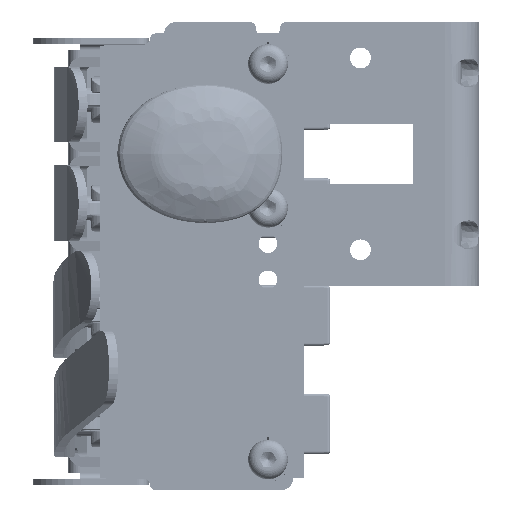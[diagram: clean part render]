
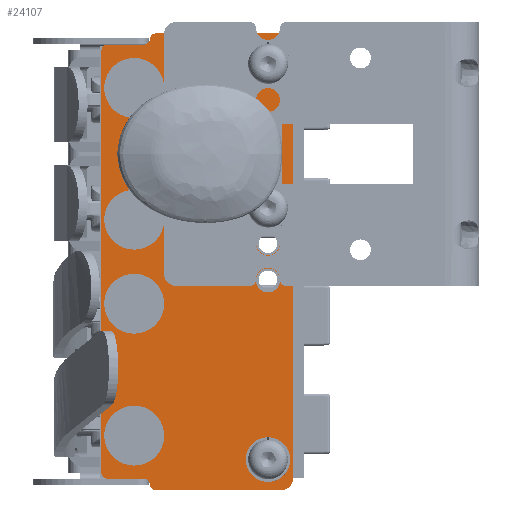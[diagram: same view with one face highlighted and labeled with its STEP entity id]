
A CAD part, left-side view. The second image highlights one B-rep face of the part: STEP entity #24107.
In plain terms, the highlighted planar face has unit normal (-1, 0, 0).
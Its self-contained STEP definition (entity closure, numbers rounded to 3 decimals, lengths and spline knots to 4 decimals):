
#777=FACE_BOUND('',#4814,.T.);
#778=FACE_BOUND('',#4815,.T.);
#779=FACE_BOUND('',#4816,.T.);
#780=FACE_BOUND('',#4817,.T.);
#781=FACE_BOUND('',#4818,.T.);
#782=FACE_BOUND('',#4819,.T.);
#783=FACE_BOUND('',#4820,.T.);
#784=FACE_BOUND('',#4821,.T.);
#1074=PLANE('',#26151);
#3374=FACE_OUTER_BOUND('',#4813,.T.);
#4813=EDGE_LOOP('',(#18902,#18903,#18904,#18905,#18906,#18907,#18908,#18909,
#18910,#18911,#18912,#18913,#18914,#18915));
#4814=EDGE_LOOP('',(#18916));
#4815=EDGE_LOOP('',(#18917));
#4816=EDGE_LOOP('',(#18918));
#4817=EDGE_LOOP('',(#18919));
#4818=EDGE_LOOP('',(#18920));
#4819=EDGE_LOOP('',(#18921));
#4820=EDGE_LOOP('',(#18922));
#4821=EDGE_LOOP('',(#18923));
#6219=LINE('',#59389,#7696);
#6220=LINE('',#59393,#7697);
#6221=LINE('',#59399,#7698);
#6222=LINE('',#59403,#7699);
#6223=LINE('',#59407,#7700);
#6224=LINE('',#59412,#7701);
#7696=VECTOR('',#29233,0.3937);
#7697=VECTOR('',#29236,0.3937);
#7698=VECTOR('',#29241,0.3937);
#7699=VECTOR('',#29244,0.3937);
#7700=VECTOR('',#29247,0.3937);
#7701=VECTOR('',#29252,0.3937);
#8925=CIRCLE('',#26150,0.125);
#8926=CIRCLE('',#26152,0.125);
#8927=CIRCLE('',#26153,0.0625);
#8928=CIRCLE('',#26154,0.0625);
#8929=CIRCLE('',#26155,0.0625);
#8930=CIRCLE('',#26156,0.0625);
#8931=CIRCLE('',#26157,0.0625);
#8932=CIRCLE('',#26158,0.0625);
#8933=CIRCLE('',#26159,0.125);
#8934=CIRCLE('',#26160,0.125);
#8935=CIRCLE('',#26161,0.125);
#8936=CIRCLE('',#26162,0.125);
#8937=CIRCLE('',#26163,0.3125);
#8938=CIRCLE('',#26164,0.3125);
#8939=CIRCLE('',#26165,0.3125);
#8940=CIRCLE('',#26166,0.3125);
#10781=VERTEX_POINT('',#59382);
#10782=VERTEX_POINT('',#59384);
#10783=VERTEX_POINT('',#59388);
#10784=VERTEX_POINT('',#59390);
#10785=VERTEX_POINT('',#59392);
#10786=VERTEX_POINT('',#59394);
#10787=VERTEX_POINT('',#59396);
#10788=VERTEX_POINT('',#59398);
#10789=VERTEX_POINT('',#59400);
#10790=VERTEX_POINT('',#59402);
#10791=VERTEX_POINT('',#59404);
#10792=VERTEX_POINT('',#59406);
#10793=VERTEX_POINT('',#59408);
#10794=VERTEX_POINT('',#59410);
#10795=VERTEX_POINT('',#59413);
#10796=VERTEX_POINT('',#59415);
#10797=VERTEX_POINT('',#59417);
#10798=VERTEX_POINT('',#59419);
#10799=VERTEX_POINT('',#59421);
#10800=VERTEX_POINT('',#59423);
#10801=VERTEX_POINT('',#59425);
#10802=VERTEX_POINT('',#59427);
#13692=EDGE_CURVE('',#10781,#10782,#8925,.T.);
#13694=EDGE_CURVE('',#10781,#10783,#6219,.T.);
#13695=EDGE_CURVE('',#10784,#10783,#8926,.T.);
#13696=EDGE_CURVE('',#10784,#10785,#6220,.T.);
#13697=EDGE_CURVE('',#10786,#10785,#8927,.T.);
#13698=EDGE_CURVE('',#10787,#10786,#8928,.T.);
#13699=EDGE_CURVE('',#10787,#10788,#6221,.T.);
#13700=EDGE_CURVE('',#10789,#10788,#8929,.T.);
#13701=EDGE_CURVE('',#10789,#10790,#6222,.T.);
#13702=EDGE_CURVE('',#10791,#10790,#8930,.T.);
#13703=EDGE_CURVE('',#10791,#10792,#6223,.T.);
#13704=EDGE_CURVE('',#10793,#10792,#8931,.T.);
#13705=EDGE_CURVE('',#10794,#10793,#8932,.T.);
#13706=EDGE_CURVE('',#10794,#10782,#6224,.T.);
#13707=EDGE_CURVE('',#10795,#10795,#8933,.T.);
#13708=EDGE_CURVE('',#10796,#10796,#8934,.T.);
#13709=EDGE_CURVE('',#10797,#10797,#8935,.T.);
#13710=EDGE_CURVE('',#10798,#10798,#8936,.T.);
#13711=EDGE_CURVE('',#10799,#10799,#8937,.T.);
#13712=EDGE_CURVE('',#10800,#10800,#8938,.T.);
#13713=EDGE_CURVE('',#10801,#10801,#8939,.T.);
#13714=EDGE_CURVE('',#10802,#10802,#8940,.T.);
#18902=ORIENTED_EDGE('',*,*,#13692,.F.);
#18903=ORIENTED_EDGE('',*,*,#13694,.T.);
#18904=ORIENTED_EDGE('',*,*,#13695,.F.);
#18905=ORIENTED_EDGE('',*,*,#13696,.T.);
#18906=ORIENTED_EDGE('',*,*,#13697,.F.);
#18907=ORIENTED_EDGE('',*,*,#13698,.F.);
#18908=ORIENTED_EDGE('',*,*,#13699,.T.);
#18909=ORIENTED_EDGE('',*,*,#13700,.F.);
#18910=ORIENTED_EDGE('',*,*,#13701,.T.);
#18911=ORIENTED_EDGE('',*,*,#13702,.F.);
#18912=ORIENTED_EDGE('',*,*,#13703,.T.);
#18913=ORIENTED_EDGE('',*,*,#13704,.F.);
#18914=ORIENTED_EDGE('',*,*,#13705,.F.);
#18915=ORIENTED_EDGE('',*,*,#13706,.T.);
#18916=ORIENTED_EDGE('',*,*,#13707,.T.);
#18917=ORIENTED_EDGE('',*,*,#13708,.T.);
#18918=ORIENTED_EDGE('',*,*,#13709,.T.);
#18919=ORIENTED_EDGE('',*,*,#13710,.T.);
#18920=ORIENTED_EDGE('',*,*,#13711,.T.);
#18921=ORIENTED_EDGE('',*,*,#13712,.T.);
#18922=ORIENTED_EDGE('',*,*,#13713,.T.);
#18923=ORIENTED_EDGE('',*,*,#13714,.T.);
#24107=ADVANCED_FACE('',(#3374,#777,#778,#779,#780,#781,#782,#783,#784),
#1074,.T.);
#26150=AXIS2_PLACEMENT_3D('',#59385,#29228,#29229);
#26151=AXIS2_PLACEMENT_3D('',#59387,#29231,#29232);
#26152=AXIS2_PLACEMENT_3D('',#59391,#29234,#29235);
#26153=AXIS2_PLACEMENT_3D('',#59395,#29237,#29238);
#26154=AXIS2_PLACEMENT_3D('',#59397,#29239,#29240);
#26155=AXIS2_PLACEMENT_3D('',#59401,#29242,#29243);
#26156=AXIS2_PLACEMENT_3D('',#59405,#29245,#29246);
#26157=AXIS2_PLACEMENT_3D('',#59409,#29248,#29249);
#26158=AXIS2_PLACEMENT_3D('',#59411,#29250,#29251);
#26159=AXIS2_PLACEMENT_3D('',#59414,#29253,#29254);
#26160=AXIS2_PLACEMENT_3D('',#59416,#29255,#29256);
#26161=AXIS2_PLACEMENT_3D('',#59418,#29257,#29258);
#26162=AXIS2_PLACEMENT_3D('',#59420,#29259,#29260);
#26163=AXIS2_PLACEMENT_3D('',#59422,#29261,#29262);
#26164=AXIS2_PLACEMENT_3D('',#59424,#29263,#29264);
#26165=AXIS2_PLACEMENT_3D('',#59426,#29265,#29266);
#26166=AXIS2_PLACEMENT_3D('',#59428,#29267,#29268);
#29228=DIRECTION('center_axis',(1.,0.,0.));
#29229=DIRECTION('ref_axis',(0.,-0.707,-0.707));
#29231=DIRECTION('center_axis',(-1.,0.,0.));
#29232=DIRECTION('ref_axis',(0.,0.,1.));
#29233=DIRECTION('',(0.,0.,1.));
#29234=DIRECTION('center_axis',(1.,0.,0.));
#29235=DIRECTION('ref_axis',(0.,-0.707,0.707));
#29236=DIRECTION('',(0.,1.,0.));
#29237=DIRECTION('center_axis',(1.,0.,0.));
#29238=DIRECTION('ref_axis',(0.,0.707,0.707));
#29239=DIRECTION('center_axis',(-1.,0.,0.));
#29240=DIRECTION('ref_axis',(0.,0.,1.));
#29241=DIRECTION('',(0.,1.,0.));
#29242=DIRECTION('center_axis',(1.,0.,0.));
#29243=DIRECTION('ref_axis',(0.,0.707,0.707));
#29244=DIRECTION('',(0.,0.,-1.));
#29245=DIRECTION('center_axis',(1.,0.,0.));
#29246=DIRECTION('ref_axis',(0.,0.707,-0.707));
#29247=DIRECTION('',(0.,-1.,0.));
#29248=DIRECTION('center_axis',(-1.,0.,0.));
#29249=DIRECTION('ref_axis',(0.,-0.707,0.707));
#29250=DIRECTION('center_axis',(1.,0.,0.));
#29251=DIRECTION('ref_axis',(0.,0.,1.));
#29252=DIRECTION('',(0.,-1.,0.));
#29253=DIRECTION('center_axis',(1.,0.,0.));
#29254=DIRECTION('ref_axis',(0.,0.,-1.));
#29255=DIRECTION('center_axis',(1.,0.,0.));
#29256=DIRECTION('ref_axis',(0.,0.,-1.));
#29257=DIRECTION('center_axis',(1.,0.,0.));
#29258=DIRECTION('ref_axis',(0.,0.,-1.));
#29259=DIRECTION('center_axis',(1.,0.,0.));
#29260=DIRECTION('ref_axis',(0.,0.,-1.));
#29261=DIRECTION('center_axis',(1.,0.,0.));
#29262=DIRECTION('ref_axis',(0.,0.,-1.));
#29263=DIRECTION('center_axis',(1.,0.,0.));
#29264=DIRECTION('ref_axis',(0.,0.,-1.));
#29265=DIRECTION('center_axis',(1.,0.,0.));
#29266=DIRECTION('ref_axis',(0.,0.,-1.));
#29267=DIRECTION('center_axis',(1.,0.,0.));
#29268=DIRECTION('ref_axis',(0.,0.,-1.));
#59382=CARTESIAN_POINT('',(-0.0625,-1.,-2.255));
#59384=CARTESIAN_POINT('',(-0.0625,-0.875,-2.38));
#59385=CARTESIAN_POINT('Origin',(-0.0625,-0.875,-2.255));
#59387=CARTESIAN_POINT('Origin',(-0.0625,-0.0088,0.));
#59388=CARTESIAN_POINT('',(-0.0625,-1.,2.255));
#59389=CARTESIAN_POINT('',(-0.0625,-1.,-2.38));
#59390=CARTESIAN_POINT('',(-0.0625,-0.875,2.38));
#59391=CARTESIAN_POINT('Origin',(-0.0625,-0.875,2.255));
#59392=CARTESIAN_POINT('',(-0.0625,0.4325,2.38));
#59393=CARTESIAN_POINT('',(-0.0625,-1.,2.38));
#59394=CARTESIAN_POINT('',(-0.0625,0.4949,2.3214));
#59395=CARTESIAN_POINT('Origin',(-0.0625,0.4325,2.3175));
#59396=CARTESIAN_POINT('',(-0.0625,0.5573,2.2627));
#59397=CARTESIAN_POINT('Origin',(-0.0625,0.5573,2.3252));
#59398=CARTESIAN_POINT('',(-0.0625,0.9375,2.2627));
#59399=CARTESIAN_POINT('',(-0.0625,0.495,2.2627));
#59400=CARTESIAN_POINT('',(-0.0625,1.,2.2002));
#59401=CARTESIAN_POINT('Origin',(-0.0625,0.9375,2.2002));
#59402=CARTESIAN_POINT('',(-0.0625,1.,-2.2002));
#59403=CARTESIAN_POINT('',(-0.0625,1.,2.2627));
#59404=CARTESIAN_POINT('',(-0.0625,0.9375,-2.2627));
#59405=CARTESIAN_POINT('Origin',(-0.0625,0.9375,-2.2002));
#59406=CARTESIAN_POINT('',(-0.0625,0.5575,-2.2627));
#59407=CARTESIAN_POINT('',(-0.0625,1.,-2.2627));
#59408=CARTESIAN_POINT('',(-0.0625,0.4951,-2.3214));
#59409=CARTESIAN_POINT('Origin',(-0.0625,0.5575,-2.3252));
#59410=CARTESIAN_POINT('',(-0.0625,0.4327,-2.38));
#59411=CARTESIAN_POINT('Origin',(-0.0625,0.4327,-2.3175));
#59412=CARTESIAN_POINT('',(-0.0625,0.495,-2.38));
#59413=CARTESIAN_POINT('',(-0.0625,-0.7367,-0.0706));
#59414=CARTESIAN_POINT('Origin',(-0.0625,-0.7367,-0.1956));
#59415=CARTESIAN_POINT('',(-0.0625,-0.7367,2.1856));
#59416=CARTESIAN_POINT('Origin',(-0.0625,-0.7367,2.0606));
#59417=CARTESIAN_POINT('',(-0.0625,-0.7367,0.3185));
#59418=CARTESIAN_POINT('Origin',(-0.0625,-0.7367,0.1935));
#59419=CARTESIAN_POINT('',(-0.0625,-0.7367,-1.9376));
#59420=CARTESIAN_POINT('Origin',(-0.0625,-0.7367,-2.0626));
#59421=CARTESIAN_POINT('',(-0.0625,0.6583,-0.1256));
#59422=CARTESIAN_POINT('Origin',(-0.0625,0.6583,-0.4381));
#59423=CARTESIAN_POINT('',(-0.0625,0.6583,2.1236));
#59424=CARTESIAN_POINT('Origin',(-0.0625,0.6583,1.8111));
#59425=CARTESIAN_POINT('',(-0.0625,0.6583,0.7506));
#59426=CARTESIAN_POINT('Origin',(-0.0625,0.6583,0.4381));
#59427=CARTESIAN_POINT('',(-0.0625,0.6583,-1.5006));
#59428=CARTESIAN_POINT('Origin',(-0.0625,0.6583,-1.8131));
